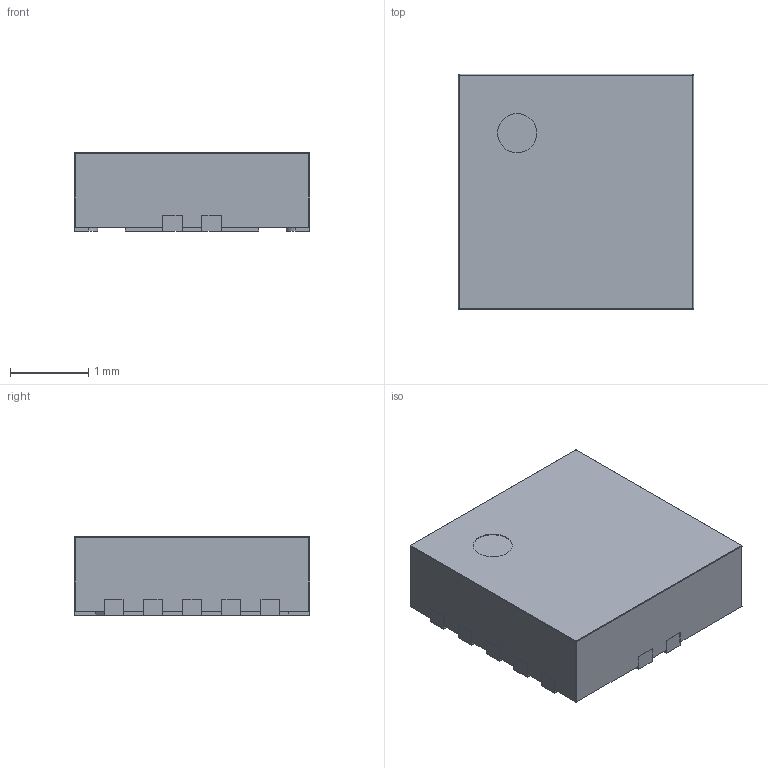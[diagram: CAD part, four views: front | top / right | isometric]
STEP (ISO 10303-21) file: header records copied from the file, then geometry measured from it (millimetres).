
FILE_DESCRIPTION(/* description */ (''),/* implementation_level */ '2;1');
FILE_NAME(/* name */ 'TI - VSON-10 - DRC0010J.step',/* time_stamp */ '2019-11-27T12:15:26+00:00',/* author */ (''),/* organization */ (''),/* preprocessor_version */ 'ST-DEVELOPER v18',/* originating_system */ 'Autodesk Translation Framework v8.12.0.6',/* authorisation */ '');
FILE_SCHEMA (('AUTOMOTIVE_DESIGN { 1 0 10303 214 3 1 1 }'));
Length unit declared in the file: millimetre
Products named in the file (1): TI - VSON-10 - DRC0010J
Bounding box: 3 x 3 x 1 mm (x, y, z)
Volume: 8.8 mm3; surface area: 30.4 mm2
Topology: 1 solids, 1 shells, 109 faces, 306 edges, 200 vertices
Faces by surface type: plane 86, cylinder 19, sphere 4
Full cylindrical faces by diameter (mm): 0.5 x1
Entity records: 3538 total; most frequent: CARTESIAN_POINT 616, ORIENTED_EDGE 612, DIRECTION 564, EDGE_CURVE 306, LINE 268, VECTOR 268, VERTEX_POINT 200, AXIS2_PLACEMENT_3D 148
